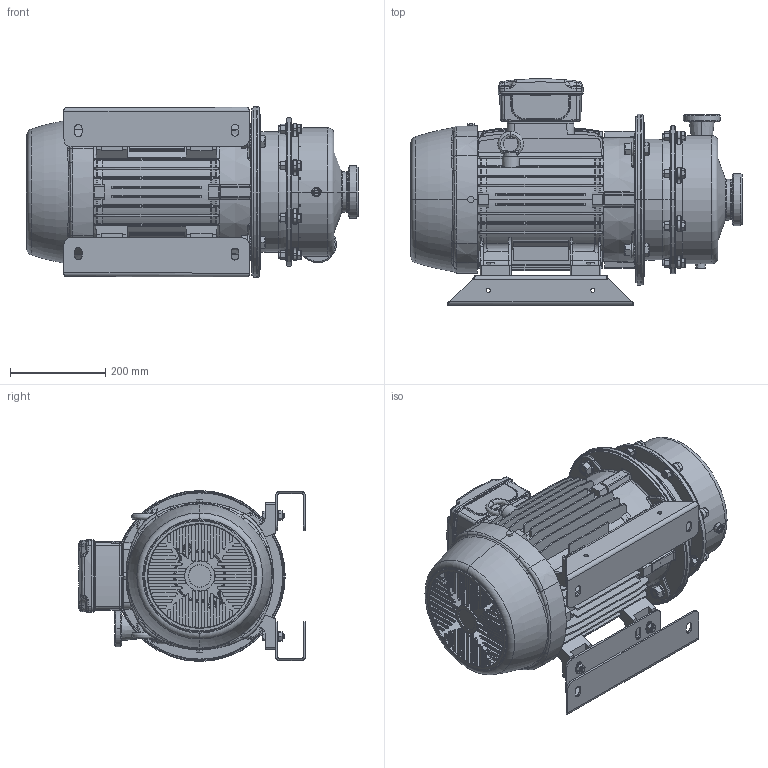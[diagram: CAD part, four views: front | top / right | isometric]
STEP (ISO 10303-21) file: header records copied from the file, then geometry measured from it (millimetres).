
FILE_DESCRIPTION (( 'STEP AP203' ), '1' );
FILE_NAME ('Ýëåêòðîíàñîñíûé àãðåãàò ÎÍÖ 50_50Ê5_15,0_2.STEP', '2020-01-31T11:20:09', ( '' ), ( '' ), 'SwSTEP 2.0', 'SolidWorks 2016', '' );
FILE_SCHEMA (( 'CONFIG_CONTROL_DESIGN' ));
Length unit declared in the file: millimetre
Products named in the file (86): Ôëàíåö ôîíàðÿ 50_50; Ãàéêà Ì12; ﾘ琺矜 (ﾌ16); Áîëò Ì16; Êîðïóñ íàñîñà ÎÍÖ 50õ50(îòêðûòîå êîëåñî)3.08.000 ÑÁ; Ãàéêà; Áîëò Ì10 (äë); Êîðïóñ ôîíàðÿ 107.07.007; Áîáûøêà ñëèâíàÿ; ﾘ琺矜; Áîëò Ì12; Íàïïîðíûé ïàòðóáîê ÎÍÖ 50õ50; Ãàéêà Ì16; ﾘ琺矜 ﾌ12; Ìóôòà ìîë. Äó 50 óêîðî÷åí.; 160M_TOP; 扻錪犩 50_50; Ëàïà äëÿ àãðåãàòîâ ìîùíîñòåé 15 è 18.5 êÂò - 17.00.010-04 ïðàâàÿ; Ëàïà äëÿ àãðåãàòîâ ìîùíîñòåé 15 è 18.5 êÂò - 17.00.010-04 ëåâàÿ; 扻豵鵨 縺勷黟; Ìóôòà ìîë.  (Dy80); Ôîíàðü ÎÍÖ 80õ30 (11 êÂò) 107.02.000 ÑÁ; Ýëåêòðîíàñîñíûé àãðåãàò ÎÍÖ 50_50Ê5_15,0_2
Assembly tree (65 placements, depth 3):
  Ôëàíåö ôîíàðÿ 50_50
  Ãàéêà Ì12
  ﾘ琺矜 (ﾌ16)
  Áîëò Ì16
  Ãàéêà Ì12
Bounding box: 698.85 x 476.5 x 360 mm (x, y, z)
Volume: 35159122.7 mm3; surface area: 2423895 mm2
Topology: 71 solids, 71 shells, 3290 faces, 8144 edges, 5032 vertices
Faces by surface type: plane 1179, cylinder 818, cone 693, torus 316, bspline 262, sphere 22
Entity records: 102731 total; most frequent: CARTESIAN_POINT 33631, ORIENTED_EDGE 13160, DIRECTION 12468, EDGE_CURVE 6580, AXIS2_PLACEMENT_3D 4853, VERTEX_POINT 4126, LINE 2762, VECTOR 2762
